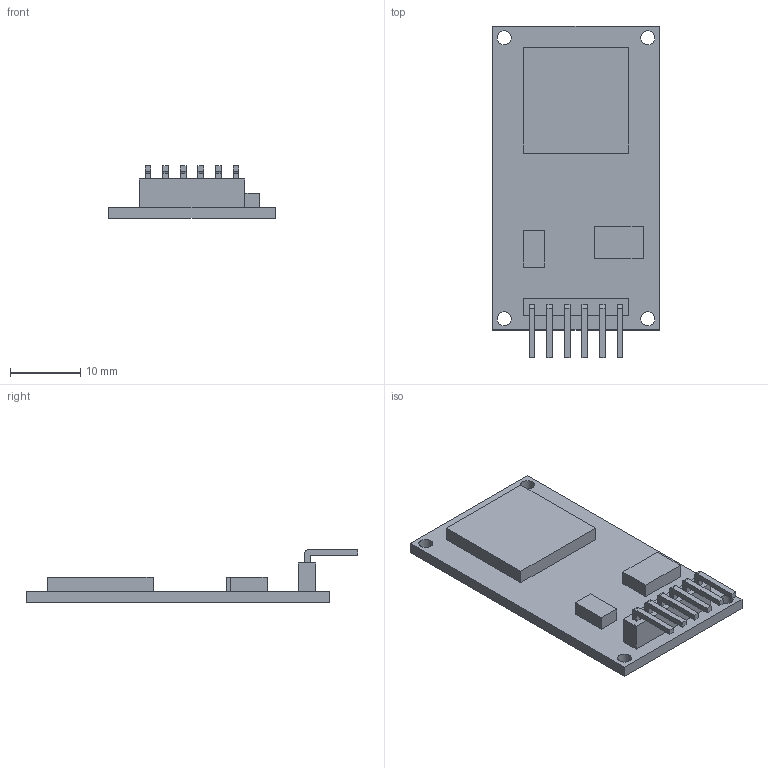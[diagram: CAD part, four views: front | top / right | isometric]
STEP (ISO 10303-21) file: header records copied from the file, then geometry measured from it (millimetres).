
FILE_DESCRIPTION(('FreeCAD Model'),'2;1');
FILE_NAME('KiCad/*3d_CAD Models/micro_sdCard.step', '2020-02-01T10:02:16',('Author'),(''), 'Open CASCADE STEP processor 7.2','FreeCAD','Unknown');
FILE_SCHEMA(('AUTOMOTIVE_DESIGN { 1 0 10303 214 1 1 1 1 }'));
Length unit declared in the file: millimetre
Products named in the file (1): Compound
Bounding box: 23.62 x 47.1 x 7.5 mm (x, y, z)
Volume: 2341 mm3; surface area: 2771.4 mm2
Topology: 1 solids, 1 shells, 84 faces, 216 edges, 144 vertices
Faces by surface type: plane 68, cylinder 16
Full cylindrical faces by diameter (mm): 2 x4
Entity records: 3151 total; most frequent: CARTESIAN_POINT 445, ORIENTED_EDGE 432, DIRECTION 418, EDGE_CURVE 216, LINE 184, VECTOR 184, VERTEX_POINT 144, AXIS2_PLACEMENT_3D 117
